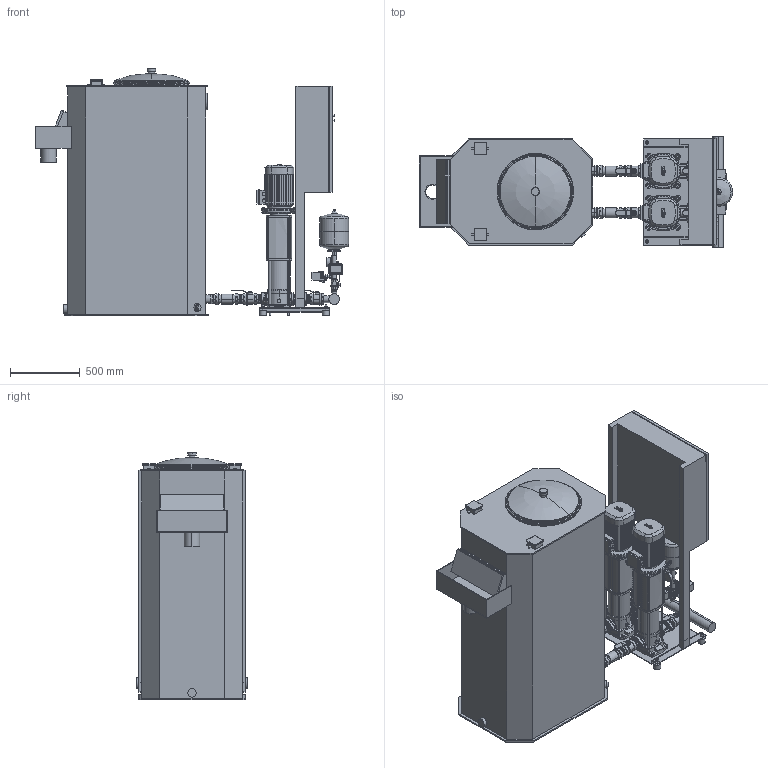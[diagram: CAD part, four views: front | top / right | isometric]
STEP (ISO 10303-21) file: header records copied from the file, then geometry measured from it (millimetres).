
FILE_DESCRIPTION((''),'2;1');
FILE_NAME('3d_FLACompact-2HELIXV1607DS10-2540133.stp','2016-01-25T12:57:34',(''),(''),'Mechanical Desktop 2009','Mechanical Desktop 2009',', , ');
FILE_SCHEMA(('CONFIG_CONTROL_DESIGN'));
Length unit declared in the file: millimetre
Products named in the file (1): Product
Bounding box: 2243 x 800 x 1775 mm (x, y, z)
Volume: 1333087522.9 mm3; surface area: 16642071 mm2
Topology: 129 solids, 129 shells, 4809 faces, 12404 edges, 8031 vertices
Faces by surface type: plane 2220, bspline 1419, cylinder 855, cone 193, torus 112, sphere 10
Entity records: 157536 total; most frequent: CARTESIAN_POINT 41367, ORIENTED_EDGE 24808, DIRECTION 22445, EDGE_CURVE 12404, VECTOR 8247, LINE 8247, VERTEX_POINT 8031, AXIS2_PLACEMENT_3D 7099
